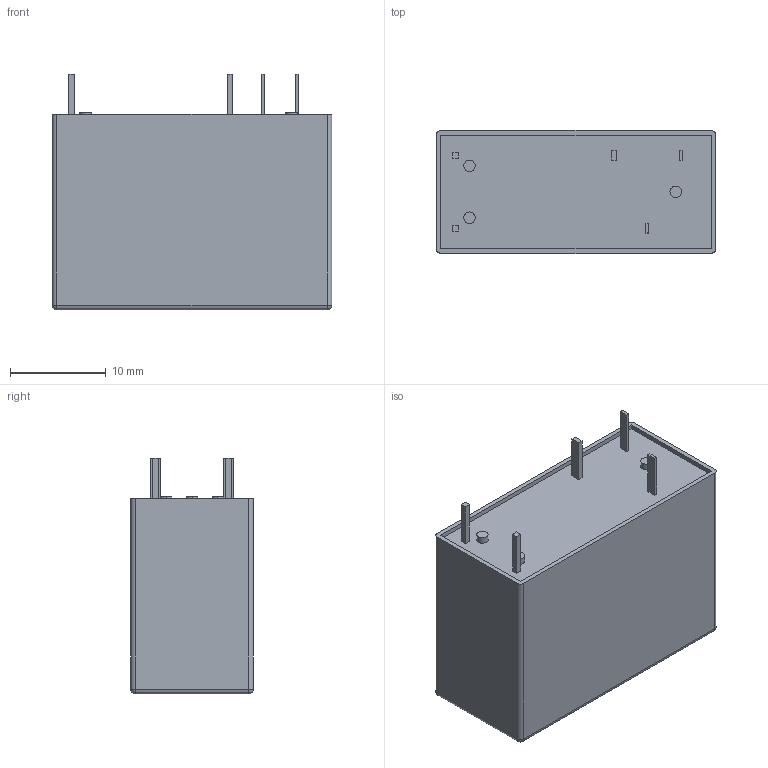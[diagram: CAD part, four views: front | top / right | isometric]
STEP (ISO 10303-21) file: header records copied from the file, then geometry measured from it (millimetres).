
FILE_DESCRIPTION(('STEP AP242'),'1');
FILE_NAME('8-1419121-8.stp','2022-08-03T04:08:47',('TraceParts'),('TraceParts S.A.'),'Spatial InterOp 3D',' ',' ');
FILE_SCHEMA(('AP242_MANAGED_MODEL_BASED_3D_ENGINEERING_MIM_LF {1 0 10303 442 1 1 4}'));
Length unit declared in the file: millimetre
Products named in the file (1): 8-1419121-8
Bounding box: 29.2 x 12.8 x 24.6 mm (x, y, z)
Volume: 7460.5 mm3; surface area: 2534.2 mm2
Topology: 1 solids, 1 shells, 57 faces, 126 edges, 80 vertices
Faces by surface type: plane 39, cylinder 14, sphere 4
Entity records: 1567 total; most frequent: DIRECTION 270, CARTESIAN_POINT 264, ORIENTED_EDGE 252, EDGE_CURVE 126, LINE 98, VECTOR 98, AXIS2_PLACEMENT_3D 86, VERTEX_POINT 80
